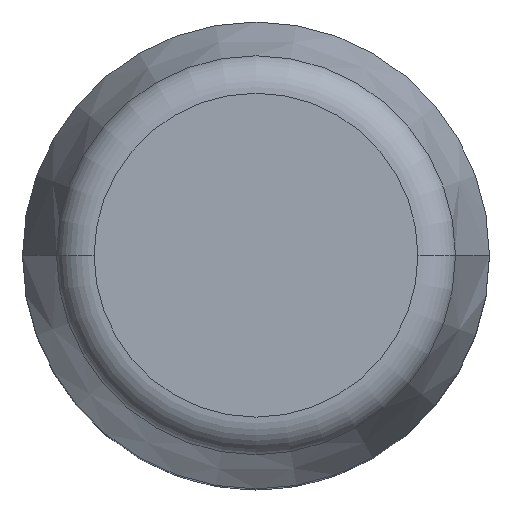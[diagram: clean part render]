
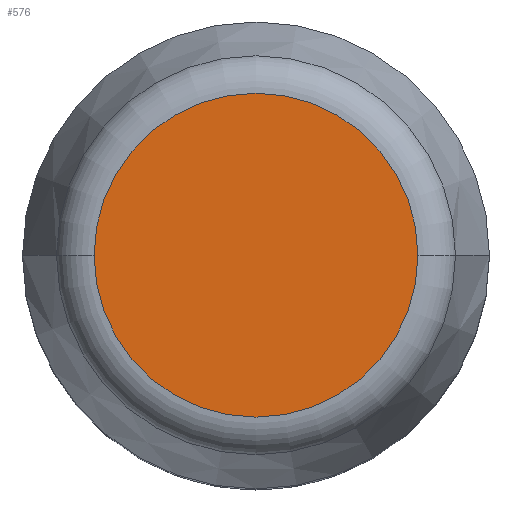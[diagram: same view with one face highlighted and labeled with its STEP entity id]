
A CAD part, top view. The second image highlights one B-rep face of the part: STEP entity #576.
In plain terms, the highlighted planar face has unit normal (0, 0, 1).
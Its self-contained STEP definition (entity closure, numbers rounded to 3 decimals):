
#88 = AXIS2_PLACEMENT_3D ( 'NONE', #181, #279, #935 ) ;
#161 = DIRECTION ( 'NONE',  ( 0., 0., 1. ) ) ;
#181 = CARTESIAN_POINT ( 'NONE',  ( 0., 0., 10. ) ) ;
#203 = VERTEX_POINT ( 'NONE', #318 ) ;
#268 = ORIENTED_EDGE ( 'NONE', *, *, #642, .T. ) ;
#279 = DIRECTION ( 'NONE',  ( 0., 0., 1. ) ) ;
#318 = CARTESIAN_POINT ( 'NONE',  ( 2.08, 0., 10. ) ) ;
#408 = AXIS2_PLACEMENT_3D ( 'NONE', #1035, #482, #1122 ) ;
#410 = CARTESIAN_POINT ( 'NONE',  ( -2.08, 0., 10. ) ) ;
#428 = EDGE_CURVE ( 'NONE', #203, #876, #582, .T. ) ;
#439 = FACE_OUTER_BOUND ( 'NONE', #1010, .T. ) ;
#482 = DIRECTION ( 'NONE',  ( 0., 0., 1. ) ) ;
#565 = AXIS2_PLACEMENT_3D ( 'NONE', #732, #161, #822 ) ;
#576 = ADVANCED_FACE ( 'NONE', ( #439 ), #752, .T. ) ;
#582 = CIRCLE ( 'NONE', #565, 2.08 ) ;
#642 = EDGE_CURVE ( 'NONE', #876, #203, #647, .T. ) ;
#647 = CIRCLE ( 'NONE', #408, 2.08 ) ;
#732 = CARTESIAN_POINT ( 'NONE',  ( 0., 0., 10. ) ) ;
#733 = ORIENTED_EDGE ( 'NONE', *, *, #428, .T. ) ;
#752 = PLANE ( 'NONE',  #88 ) ;
#822 = DIRECTION ( 'NONE',  ( 1., 0., 0. ) ) ;
#876 = VERTEX_POINT ( 'NONE', #410 ) ;
#935 = DIRECTION ( 'NONE',  ( 1., 0., 0. ) ) ;
#1010 = EDGE_LOOP ( 'NONE', ( #733, #268 ) ) ;
#1035 = CARTESIAN_POINT ( 'NONE',  ( 0., 0., 10. ) ) ;
#1122 = DIRECTION ( 'NONE',  ( 1., 0., 0. ) ) ;
